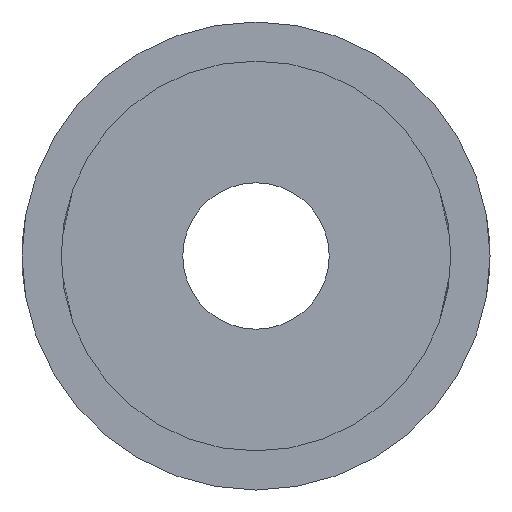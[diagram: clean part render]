
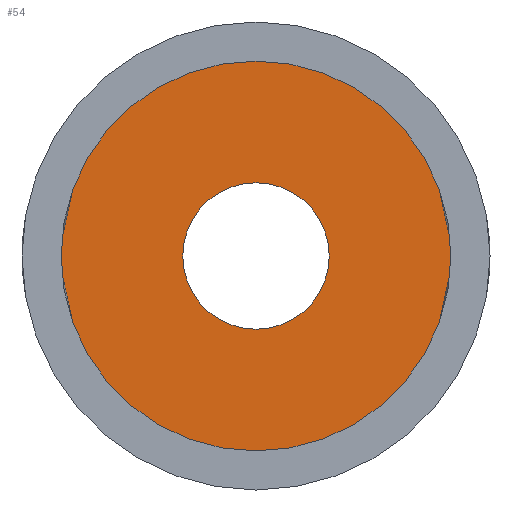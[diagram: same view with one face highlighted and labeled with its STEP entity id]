
A CAD part, front view. The second image highlights one B-rep face of the part: STEP entity #54.
In plain terms, the highlighted planar face has unit normal (0, -1, 0).
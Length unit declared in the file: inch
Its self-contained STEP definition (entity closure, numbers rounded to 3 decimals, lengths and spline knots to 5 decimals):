
#2 = PLANE ( 'NONE',  #61 ) ;
#39 = DIRECTION ( 'NONE',  ( 0., -1., 0. ) ) ;
#54 = ADVANCED_FACE ( 'NONE', ( #286, #212 ), #2, .T. ) ;
#61 = AXIS2_PLACEMENT_3D ( 'NONE', #77, #180, #320 ) ;
#63 = VERTEX_POINT ( 'NONE', #411 ) ;
#65 = ORIENTED_EDGE ( 'NONE', *, *, #357, .T. ) ;
#77 = CARTESIAN_POINT ( 'NONE',  ( -0.3475, -0.075, 0. ) ) ;
#96 = VERTEX_POINT ( 'NONE', #233 ) ;
#106 = EDGE_LOOP ( 'NONE', ( #303 ) ) ;
#156 = AXIS2_PLACEMENT_3D ( 'NONE', #351, #39, #176 ) ;
#176 = DIRECTION ( 'NONE',  ( 0., 0., 1. ) ) ;
#180 = DIRECTION ( 'NONE',  ( 0., -1., 0. ) ) ;
#193 = CARTESIAN_POINT ( 'NONE',  ( 0., -0.075, 0. ) ) ;
#212 = FACE_BOUND ( 'NONE', #106, .T. ) ;
#233 = CARTESIAN_POINT ( 'NONE',  ( 0., -0.075, 0.9245 ) ) ;
#245 = DIRECTION ( 'NONE',  ( 0., 0., 1. ) ) ;
#267 = CIRCLE ( 'NONE', #156, 0.9245 ) ;
#272 = EDGE_LOOP ( 'NONE', ( #65 ) ) ;
#286 = FACE_OUTER_BOUND ( 'NONE', #272, .T. ) ;
#295 = EDGE_CURVE ( 'NONE', #63, #63, #332, .T. ) ;
#303 = ORIENTED_EDGE ( 'NONE', *, *, #295, .T. ) ;
#309 = DIRECTION ( 'NONE',  ( 0., 1., 0. ) ) ;
#320 = DIRECTION ( 'NONE',  ( 0., 0., -1. ) ) ;
#332 = CIRCLE ( 'NONE', #342, 0.3475 ) ;
#342 = AXIS2_PLACEMENT_3D ( 'NONE', #193, #309, #245 ) ;
#351 = CARTESIAN_POINT ( 'NONE',  ( 0., -0.075, 0. ) ) ;
#357 = EDGE_CURVE ( 'NONE', #96, #96, #267, .T. ) ;
#411 = CARTESIAN_POINT ( 'NONE',  ( 0., -0.075, 0.3475 ) ) ;
